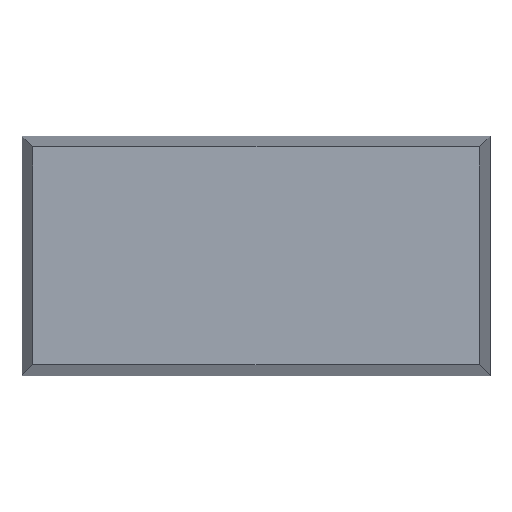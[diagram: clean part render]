
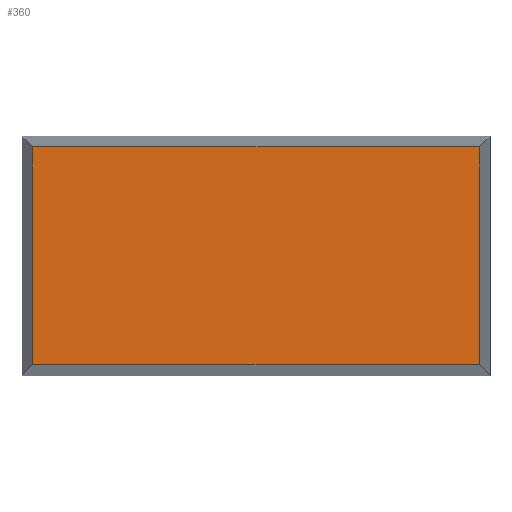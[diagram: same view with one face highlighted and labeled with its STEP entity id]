
A CAD part, top view. The second image highlights one B-rep face of the part: STEP entity #360.
In plain terms, the highlighted planar face has unit normal (0, 0, 1).
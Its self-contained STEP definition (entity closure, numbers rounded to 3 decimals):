
#230=CARTESIAN_POINT('',(-4.1,2.0,3.6));
#231=VERTEX_POINT('',#230);
#232=CARTESIAN_POINT('',(4.1,2.0,3.6));
#233=VERTEX_POINT('',#232);
#234=CARTESIAN_POINT('',(-4.1,2.0,3.6));
#235=DIRECTION('',(1.0,0.0,0.0));
#236=VECTOR('',#235,8.2);
#237=LINE('',#234,#236);
#238=EDGE_CURVE('',#231,#233,#237,.T.);
#270=CARTESIAN_POINT('',(4.1,-2.0,3.6));
#271=VERTEX_POINT('',#270);
#272=CARTESIAN_POINT('',(4.1,2.0,3.6));
#273=DIRECTION('',(0.0,-1.0,0.0));
#274=VECTOR('',#273,4.0);
#275=LINE('',#272,#274);
#276=EDGE_CURVE('',#233,#271,#275,.T.);
#301=CARTESIAN_POINT('',(-4.1,-2.0,3.6));
#302=VERTEX_POINT('',#301);
#303=CARTESIAN_POINT('',(4.1,-2.0,3.6));
#304=DIRECTION('',(-1.0,0.0,0.0));
#305=VECTOR('',#304,8.2);
#306=LINE('',#303,#305);
#307=EDGE_CURVE('',#271,#302,#306,.T.);
#332=CARTESIAN_POINT('',(-4.1,-2.0,3.6));
#333=DIRECTION('',(0.0,1.0,0.0));
#334=VECTOR('',#333,4.0);
#335=LINE('',#332,#334);
#336=EDGE_CURVE('',#302,#231,#335,.T.);
#349=CARTESIAN_POINT('',(0.,0.,3.6));
#350=DIRECTION('',(0.0,0.0,1.0));
#351=DIRECTION('',(1.0,0.0,0.0));
#352=AXIS2_PLACEMENT_3D('',#349,#350,#351);
#353=PLANE('',#352);
#354=ORIENTED_EDGE('',*,*,#238,.F.);
#355=ORIENTED_EDGE('',*,*,#336,.F.);
#356=ORIENTED_EDGE('',*,*,#307,.F.);
#357=ORIENTED_EDGE('',*,*,#276,.F.);
#358=EDGE_LOOP('',(#354,#355,#356,#357));
#359=FACE_OUTER_BOUND('',#358,.T.);
#360=ADVANCED_FACE('',(#359),#353,.T.);
